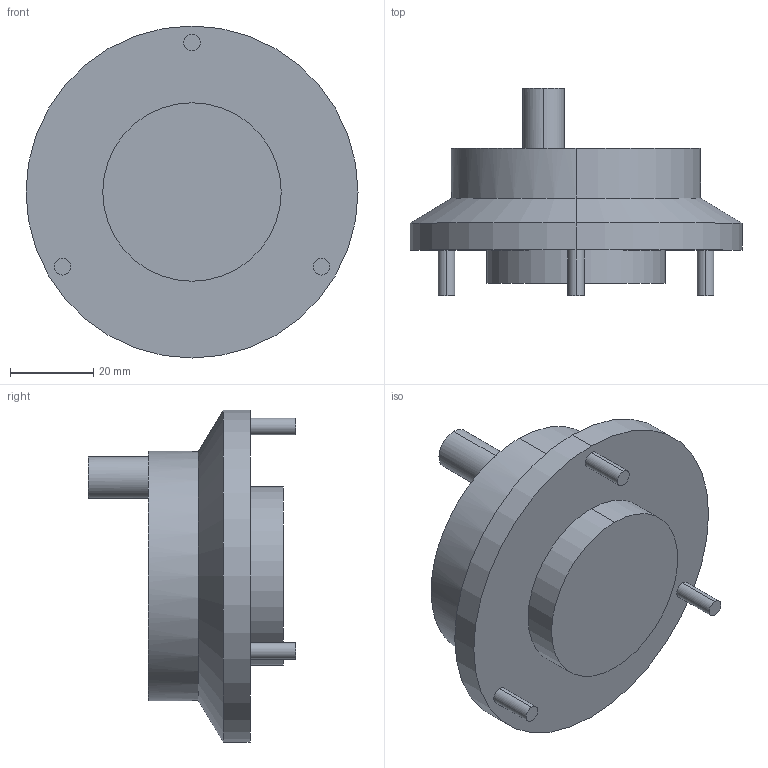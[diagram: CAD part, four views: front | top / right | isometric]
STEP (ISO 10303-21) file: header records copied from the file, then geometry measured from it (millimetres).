
FILE_DESCRIPTION (( 'STEP AP203' ), '1' );
FILE_NAME ('PoMPG1.STEP', '2016-06-21T12:38:46', ( '' ), ( '' ), 'SwSTEP 2.0', 'SolidWorks 2016', '' );
FILE_SCHEMA (( 'CONFIG_CONTROL_DESIGN' ));
Length unit declared in the file: millimetre
Products named in the file (1): PoMPG1
Bounding box: 80 x 50 x 80 mm (x, y, z)
Volume: 103045.3 mm3; surface area: 16375.1 mm2
Topology: 1 solids, 1 shells, 219 faces, 569 edges, 378 vertices
Faces by surface type: bspline 106, plane 97, cylinder 14, cone 2
Entity records: 11684 total; most frequent: CARTESIAN_POINT 6937, ORIENTED_EDGE 1138, DIRECTION 613, EDGE_CURVE 569, VERTEX_POINT 378, LINE 329, VECTOR 329, EDGE_LOOP 245
